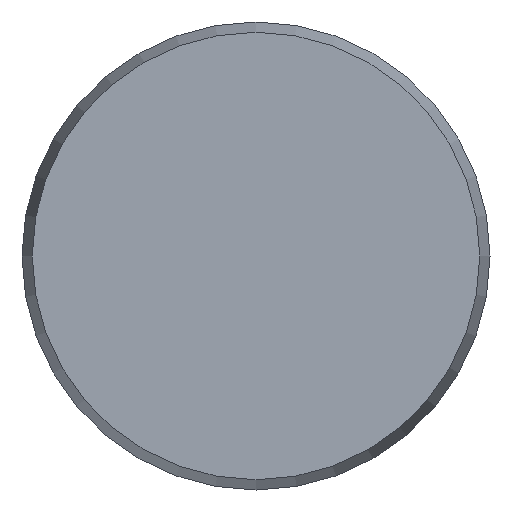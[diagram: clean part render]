
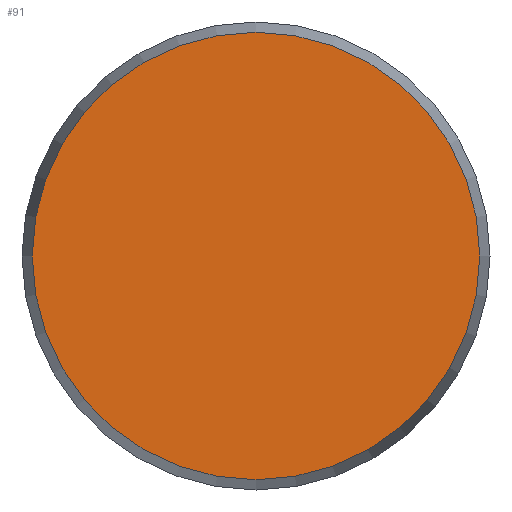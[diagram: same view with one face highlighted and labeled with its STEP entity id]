
A CAD part, front view. The second image highlights one B-rep face of the part: STEP entity #91.
In plain terms, the highlighted planar face has unit normal (0, -1, 0).
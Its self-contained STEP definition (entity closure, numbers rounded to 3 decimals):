
#91 = ADVANCED_FACE( '', ( #221 ), #222, .F. );
#221 = FACE_OUTER_BOUND( '', #428, .T. );
#222 = PLANE( '', #429 );
#428 = EDGE_LOOP( '', ( #625 ) );
#429 = AXIS2_PLACEMENT_3D( '', #626, #627, #628 );
#625 = ORIENTED_EDGE( '', *, *, #1007, .T. );
#626 = CARTESIAN_POINT( '', ( 38.25, 0., 0. ) );
#627 = DIRECTION( '', ( 0., 1., 0. ) );
#628 = DIRECTION( '', ( 0., 0., 1. ) );
#1007 = EDGE_CURVE( '', #1185, #1185, #1186, .T. );
#1185 = VERTEX_POINT( '', #1451 );
#1186 = CIRCLE( '', #1452, 38.25 );
#1451 = CARTESIAN_POINT( '', ( 0., 0., -38.25 ) );
#1452 = AXIS2_PLACEMENT_3D( '', #1781, #1782, #1783 );
#1781 = CARTESIAN_POINT( '', ( 0., 0., 0. ) );
#1782 = DIRECTION( '', ( 0., -1., 0. ) );
#1783 = DIRECTION( '', ( 0., 0., -1. ) );
